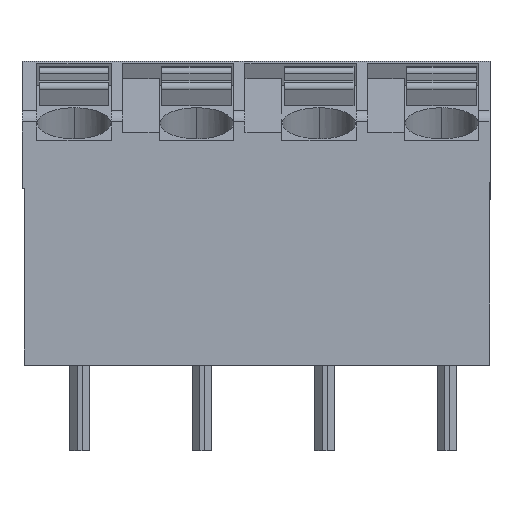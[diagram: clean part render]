
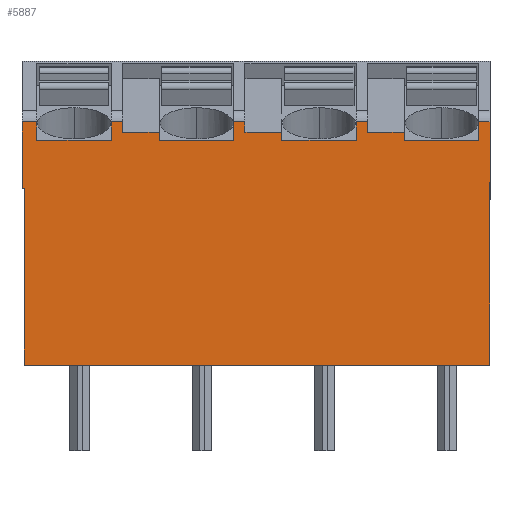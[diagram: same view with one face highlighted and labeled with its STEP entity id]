
A CAD part, front view. The second image highlights one B-rep face of the part: STEP entity #5887.
In plain terms, the highlighted planar face has unit normal (0, -1, 0).
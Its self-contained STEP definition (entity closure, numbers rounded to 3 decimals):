
#3764=CARTESIAN_POINT('',(-9.25,-5.7,9.172));
#3765=VERTEX_POINT('',#3764);
#3790=CARTESIAN_POINT('',(-9.25,-5.7,9.923));
#3791=VERTEX_POINT('',#3790);
#3799=CARTESIAN_POINT('',(-9.25,-5.7,9.923));
#3800=DIRECTION('',(0.0,0.0,-1.0));
#3801=VECTOR('',#3800,0.751);
#3802=LINE('',#3799,#3801);
#3803=EDGE_CURVE('',#3791,#3765,#3802,.T.);
#3863=CARTESIAN_POINT('',(-9.85,-5.7,7.2));
#3864=VERTEX_POINT('',#3863);
#3871=CARTESIAN_POINT('',(-9.85,-5.7,9.923));
#3872=VERTEX_POINT('',#3871);
#3873=CARTESIAN_POINT('',(-9.85,-5.7,9.923));
#3874=DIRECTION('',(0.0,0.0,-1.0));
#3875=VECTOR('',#3874,2.723);
#3876=LINE('',#3873,#3875);
#3877=EDGE_CURVE('',#3872,#3864,#3876,.T.);
#3918=CARTESIAN_POINT('',(-9.75,-5.7,7.2));
#3919=VERTEX_POINT('',#3918);
#3993=CARTESIAN_POINT('',(-9.75,-5.7,0.));
#3994=VERTEX_POINT('',#3993);
#4001=CARTESIAN_POINT('',(-9.75,-5.7,0.));
#4002=DIRECTION('',(0.0,0.0,1.0));
#4003=VECTOR('',#4002,7.2);
#4004=LINE('',#4001,#4003);
#4005=EDGE_CURVE('',#3994,#3919,#4004,.T.);
#4226=CARTESIAN_POINT('',(-9.25,-5.7,9.923));
#4227=DIRECTION('',(-1.0,0.0,0.0));
#4228=VECTOR('',#4227,0.6);
#4229=LINE('',#4226,#4228);
#4230=EDGE_CURVE('',#3791,#3872,#4229,.T.);
#4424=CARTESIAN_POINT('',(-0.75,-5.7,9.503));
#4425=VERTEX_POINT('',#4424);
#4434=CARTESIAN_POINT('',(0.75,-5.7,9.503));
#4435=VERTEX_POINT('',#4434);
#4436=CARTESIAN_POINT('',(-0.75,-5.7,9.503));
#4437=DIRECTION('',(1.0,0.0,0.0));
#4438=VECTOR('',#4437,1.5);
#4439=LINE('',#4436,#4438);
#4440=EDGE_CURVE('',#4425,#4435,#4439,.T.);
#4660=CARTESIAN_POINT('',(-9.75,-5.7,7.2));
#4661=DIRECTION('',(-1.0,0.0,0.0));
#4662=VECTOR('',#4661,0.1);
#4663=LINE('',#4660,#4662);
#4664=EDGE_CURVE('',#3919,#3864,#4663,.T.);
#4730=CARTESIAN_POINT('',(4.25,-5.7,9.503));
#4731=VERTEX_POINT('',#4730);
#4740=CARTESIAN_POINT('',(5.75,-5.7,9.503));
#4741=VERTEX_POINT('',#4740);
#4742=CARTESIAN_POINT('',(4.25,-5.7,9.503));
#4743=DIRECTION('',(1.0,0.0,0.0));
#4744=VECTOR('',#4743,1.5);
#4745=LINE('',#4742,#4744);
#4746=EDGE_CURVE('',#4731,#4741,#4745,.T.);
#5160=CARTESIAN_POINT('',(0.75,-5.7,9.172));
#5161=VERTEX_POINT('',#5160);
#5162=CARTESIAN_POINT('',(0.75,-5.7,9.172));
#5163=DIRECTION('',(0.0,0.0,1.0));
#5164=VECTOR('',#5163,0.331);
#5165=LINE('',#5162,#5164);
#5166=EDGE_CURVE('',#5161,#4435,#5165,.T.);
#5464=CARTESIAN_POINT('',(-6.2,-5.7,9.172));
#5465=VERTEX_POINT('',#5464);
#5466=CARTESIAN_POINT('',(-9.25,-5.7,9.172));
#5467=DIRECTION('',(1.0,0.0,0.0));
#5468=VECTOR('',#5467,3.05);
#5469=LINE('',#5466,#5468);
#5470=EDGE_CURVE('',#3765,#5465,#5469,.T.);
#5704=CARTESIAN_POINT('',(-6.2,-5.7,9.923));
#5705=VERTEX_POINT('',#5704);
#5706=CARTESIAN_POINT('',(-6.2,-5.7,9.172));
#5707=DIRECTION('',(0.0,0.0,1.0));
#5708=VECTOR('',#5707,0.751);
#5709=LINE('',#5706,#5708);
#5710=EDGE_CURVE('',#5465,#5705,#5709,.T.);
#5732=CARTESIAN_POINT('',(10.205,-5.7,-0.496));
#5733=DIRECTION('',(0.0,-1.0,0.0));
#5734=DIRECTION('',(1.0,0.0,0.0));
#5735=AXIS2_PLACEMENT_3D('',#5732,#5733,#5734);
#5736=PLANE('',#5735);
#5737=ORIENTED_EDGE('',*,*,#5470,.F.);
#5738=ORIENTED_EDGE('',*,*,#3803,.F.);
#5739=ORIENTED_EDGE('',*,*,#4230,.T.);
#5740=ORIENTED_EDGE('',*,*,#3877,.T.);
#5741=ORIENTED_EDGE('',*,*,#4664,.F.);
#5742=ORIENTED_EDGE('',*,*,#4005,.F.);
#5743=CARTESIAN_POINT('',(9.25,-5.7,0.));
#5744=VERTEX_POINT('',#5743);
#5745=CARTESIAN_POINT('',(-9.75,-5.7,0.));
#5746=DIRECTION('',(1.0,0.0,0.0));
#5747=VECTOR('',#5746,19.);
#5748=LINE('',#5745,#5747);
#5749=EDGE_CURVE('',#3994,#5744,#5748,.T.);
#5750=ORIENTED_EDGE('',*,*,#5749,.T.);
#5751=CARTESIAN_POINT('',(9.25,-5.7,9.923));
#5752=VERTEX_POINT('',#5751);
#5753=CARTESIAN_POINT('',(9.25,-5.7,9.923));
#5754=DIRECTION('',(0.0,0.0,-1.0));
#5755=VECTOR('',#5754,9.923);
#5756=LINE('',#5753,#5755);
#5757=EDGE_CURVE('',#5752,#5744,#5756,.T.);
#5758=ORIENTED_EDGE('',*,*,#5757,.F.);
#5759=CARTESIAN_POINT('',(8.8,-5.7,9.923));
#5760=VERTEX_POINT('',#5759);
#5761=CARTESIAN_POINT('',(9.25,-5.7,9.923));
#5762=DIRECTION('',(-1.0,0.0,0.0));
#5763=VECTOR('',#5762,0.45);
#5764=LINE('',#5761,#5763);
#5765=EDGE_CURVE('',#5752,#5760,#5764,.T.);
#5766=ORIENTED_EDGE('',*,*,#5765,.T.);
#5767=CARTESIAN_POINT('',(8.8,-5.7,9.172));
#5768=VERTEX_POINT('',#5767);
#5769=CARTESIAN_POINT('',(8.8,-5.7,9.923));
#5770=DIRECTION('',(0.0,0.0,-1.0));
#5771=VECTOR('',#5770,0.751);
#5772=LINE('',#5769,#5771);
#5773=EDGE_CURVE('',#5760,#5768,#5772,.T.);
#5774=ORIENTED_EDGE('',*,*,#5773,.T.);
#5775=CARTESIAN_POINT('',(5.75,-5.7,9.172));
#5776=VERTEX_POINT('',#5775);
#5777=CARTESIAN_POINT('',(8.8,-5.7,9.172));
#5778=DIRECTION('',(-1.0,0.0,0.0));
#5779=VECTOR('',#5778,3.05);
#5780=LINE('',#5777,#5779);
#5781=EDGE_CURVE('',#5768,#5776,#5780,.T.);
#5782=ORIENTED_EDGE('',*,*,#5781,.T.);
#5783=CARTESIAN_POINT('',(5.75,-5.7,9.172));
#5784=DIRECTION('',(0.0,0.0,1.0));
#5785=VECTOR('',#5784,0.331);
#5786=LINE('',#5783,#5785);
#5787=EDGE_CURVE('',#5776,#4741,#5786,.T.);
#5788=ORIENTED_EDGE('',*,*,#5787,.T.);
#5789=ORIENTED_EDGE('',*,*,#4746,.F.);
#5790=CARTESIAN_POINT('',(4.25,-5.7,9.923));
#5791=VERTEX_POINT('',#5790);
#5792=CARTESIAN_POINT('',(4.25,-5.7,9.923));
#5793=DIRECTION('',(0.0,0.0,-1.0));
#5794=VECTOR('',#5793,0.42);
#5795=LINE('',#5792,#5794);
#5796=EDGE_CURVE('',#5791,#4731,#5795,.T.);
#5797=ORIENTED_EDGE('',*,*,#5796,.F.);
#5798=CARTESIAN_POINT('',(3.8,-5.7,9.923));
#5799=VERTEX_POINT('',#5798);
#5800=CARTESIAN_POINT('',(4.25,-5.7,9.923));
#5801=DIRECTION('',(-1.0,0.0,0.0));
#5802=VECTOR('',#5801,0.45);
#5803=LINE('',#5800,#5802);
#5804=EDGE_CURVE('',#5791,#5799,#5803,.T.);
#5805=ORIENTED_EDGE('',*,*,#5804,.T.);
#5806=CARTESIAN_POINT('',(3.8,-5.7,9.172));
#5807=VERTEX_POINT('',#5806);
#5808=CARTESIAN_POINT('',(3.8,-5.7,9.172));
#5809=DIRECTION('',(0.0,0.0,1.0));
#5810=VECTOR('',#5809,0.751);
#5811=LINE('',#5808,#5810);
#5812=EDGE_CURVE('',#5807,#5799,#5811,.T.);
#5813=ORIENTED_EDGE('',*,*,#5812,.F.);
#5814=CARTESIAN_POINT('',(0.75,-5.7,9.172));
#5815=DIRECTION('',(1.0,0.0,0.0));
#5816=VECTOR('',#5815,3.05);
#5817=LINE('',#5814,#5816);
#5818=EDGE_CURVE('',#5161,#5807,#5817,.T.);
#5819=ORIENTED_EDGE('',*,*,#5818,.F.);
#5820=ORIENTED_EDGE('',*,*,#5166,.T.);
#5821=ORIENTED_EDGE('',*,*,#4440,.F.);
#5822=CARTESIAN_POINT('',(-0.75,-5.7,9.923));
#5823=VERTEX_POINT('',#5822);
#5824=CARTESIAN_POINT('',(-0.75,-5.7,9.923));
#5825=DIRECTION('',(0.0,0.0,-1.0));
#5826=VECTOR('',#5825,0.42);
#5827=LINE('',#5824,#5826);
#5828=EDGE_CURVE('',#5823,#4425,#5827,.T.);
#5829=ORIENTED_EDGE('',*,*,#5828,.F.);
#5830=CARTESIAN_POINT('',(-1.2,-5.7,9.923));
#5831=VERTEX_POINT('',#5830);
#5832=CARTESIAN_POINT('',(-0.75,-5.7,9.923));
#5833=DIRECTION('',(-1.0,0.0,0.0));
#5834=VECTOR('',#5833,0.45);
#5835=LINE('',#5832,#5834);
#5836=EDGE_CURVE('',#5823,#5831,#5835,.T.);
#5837=ORIENTED_EDGE('',*,*,#5836,.T.);
#5838=CARTESIAN_POINT('',(-1.2,-5.7,9.172));
#5839=VERTEX_POINT('',#5838);
#5840=CARTESIAN_POINT('',(-1.2,-5.7,9.172));
#5841=DIRECTION('',(0.0,0.0,1.0));
#5842=VECTOR('',#5841,0.751);
#5843=LINE('',#5840,#5842);
#5844=EDGE_CURVE('',#5839,#5831,#5843,.T.);
#5845=ORIENTED_EDGE('',*,*,#5844,.F.);
#5846=CARTESIAN_POINT('',(-4.25,-5.7,9.172));
#5847=VERTEX_POINT('',#5846);
#5848=CARTESIAN_POINT('',(-4.25,-5.7,9.172));
#5849=DIRECTION('',(1.0,0.0,0.0));
#5850=VECTOR('',#5849,3.05);
#5851=LINE('',#5848,#5850);
#5852=EDGE_CURVE('',#5847,#5839,#5851,.T.);
#5853=ORIENTED_EDGE('',*,*,#5852,.F.);
#5854=CARTESIAN_POINT('',(-4.25,-5.7,9.503));
#5855=VERTEX_POINT('',#5854);
#5856=CARTESIAN_POINT('',(-4.25,-5.7,9.172));
#5857=DIRECTION('',(0.0,0.0,1.0));
#5858=VECTOR('',#5857,0.331);
#5859=LINE('',#5856,#5858);
#5860=EDGE_CURVE('',#5847,#5855,#5859,.T.);
#5861=ORIENTED_EDGE('',*,*,#5860,.T.);
#5862=CARTESIAN_POINT('',(-5.75,-5.7,9.503));
#5863=VERTEX_POINT('',#5862);
#5864=CARTESIAN_POINT('',(-5.75,-5.7,9.503));
#5865=DIRECTION('',(1.0,0.0,0.0));
#5866=VECTOR('',#5865,1.5);
#5867=LINE('',#5864,#5866);
#5868=EDGE_CURVE('',#5863,#5855,#5867,.T.);
#5869=ORIENTED_EDGE('',*,*,#5868,.F.);
#5870=CARTESIAN_POINT('',(-5.75,-5.7,9.923));
#5871=VERTEX_POINT('',#5870);
#5872=CARTESIAN_POINT('',(-5.75,-5.7,9.923));
#5873=DIRECTION('',(0.0,0.0,-1.0));
#5874=VECTOR('',#5873,0.42);
#5875=LINE('',#5872,#5874);
#5876=EDGE_CURVE('',#5871,#5863,#5875,.T.);
#5877=ORIENTED_EDGE('',*,*,#5876,.F.);
#5878=CARTESIAN_POINT('',(-5.75,-5.7,9.923));
#5879=DIRECTION('',(-1.0,0.0,0.0));
#5880=VECTOR('',#5879,0.45);
#5881=LINE('',#5878,#5880);
#5882=EDGE_CURVE('',#5871,#5705,#5881,.T.);
#5883=ORIENTED_EDGE('',*,*,#5882,.T.);
#5884=ORIENTED_EDGE('',*,*,#5710,.F.);
#5885=EDGE_LOOP('',(#5737,#5738,#5739,#5740,#5741,#5742,#5750,#5758,#5766,#5774,#5782,#5788,#5789,#5797,#5805,#5813,#5819,#5820,#5821,#5829,#5837,#5845,#5853,#5861,#5869,#5877,#5883,#5884));
#5886=FACE_OUTER_BOUND('',#5885,.T.);
#5887=ADVANCED_FACE('',(#5886),#5736,.T.);
